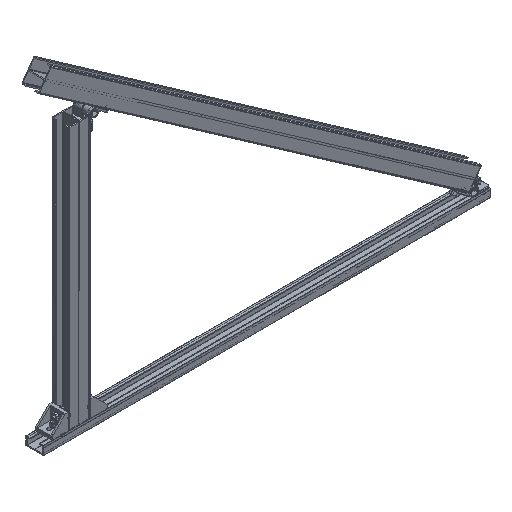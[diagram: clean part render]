
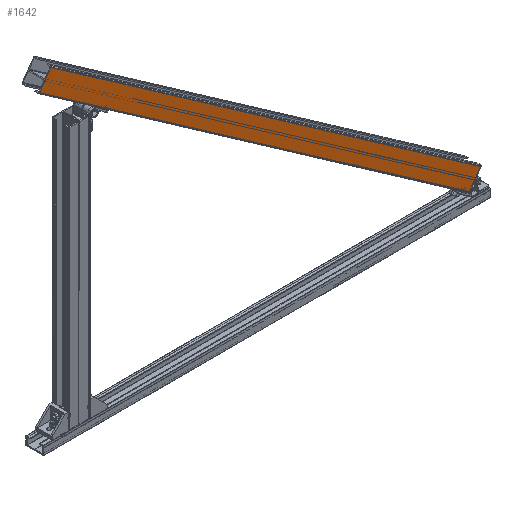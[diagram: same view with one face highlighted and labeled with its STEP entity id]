
A CAD part, isometric view. The second image highlights one B-rep face of the part: STEP entity #1642.
In plain terms, the highlighted free-form (B-spline) face has degree [1, 1] with [2, 2] control points.
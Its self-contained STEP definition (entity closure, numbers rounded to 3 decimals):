
#1174=CARTESIAN_POINT('',(-1140.816,34.898,-22.5));
#1175=VERTEX_POINT('',#1174);
#1182=CARTESIAN_POINT('',(-1140.816,34.898,22.5));
#1183=VERTEX_POINT('',#1182);
#1184=CARTESIAN_POINT('',(-1140.816,34.898,-22.5));
#1185=CARTESIAN_POINT('',(-1140.816,34.898,22.5));
#1186=B_SPLINE_CURVE_WITH_KNOTS('',1,(#1184,#1185),.POLYLINE_FORM.,.F.,.U.,(2,2),(0.,1.),.UNSPECIFIED.);
#1187=EDGE_CURVE('',#1175,#1183,#1186,.T.);
#1603=CARTESIAN_POINT('',(59.184,34.898,-22.5));
#1604=VERTEX_POINT('',#1603);
#1611=CARTESIAN_POINT('',(59.184,34.898,-22.5));
#1612=CARTESIAN_POINT('',(-1140.816,34.898,-22.5));
#1613=B_SPLINE_CURVE_WITH_KNOTS('',1,(#1611,#1612),.POLYLINE_FORM.,.F.,.U.,(2,2),(0.,1.),.UNSPECIFIED.);
#1614=EDGE_CURVE('',#1604,#1175,#1613,.T.);
#1621=CARTESIAN_POINT('',(59.184,34.898,-22.5));
#1622=CARTESIAN_POINT('',(-1140.816,34.898,-22.5));
#1623=CARTESIAN_POINT('',(59.184,34.898,22.5));
#1624=CARTESIAN_POINT('',(-1140.816,34.898,22.5));
#1625=B_SPLINE_SURFACE_WITH_KNOTS('',1,1,((#1621,#1622),(#1623,#1624)),.PLANE_SURF.,.F.,.F.,.U.,(2,2),(2,2),(0.,1.),(0.,1.),.UNSPECIFIED.);
#1626=CARTESIAN_POINT('',(59.184,34.898,22.5));
#1627=VERTEX_POINT('',#1626);
#1628=CARTESIAN_POINT('',(59.184,34.898,-22.5));
#1629=CARTESIAN_POINT('',(59.184,34.898,22.5));
#1630=B_SPLINE_CURVE_WITH_KNOTS('',1,(#1628,#1629),.POLYLINE_FORM.,.F.,.U.,(2,2),(0.,1.),.UNSPECIFIED.);
#1631=EDGE_CURVE('',#1604,#1627,#1630,.T.);
#1632=ORIENTED_EDGE('',*,*,#1631,.T.);
#1633=CARTESIAN_POINT('',(59.184,34.898,22.5));
#1634=CARTESIAN_POINT('',(-1140.816,34.898,22.5));
#1635=B_SPLINE_CURVE_WITH_KNOTS('',1,(#1633,#1634),.POLYLINE_FORM.,.F.,.U.,(2,2),(0.,1.),.UNSPECIFIED.);
#1636=EDGE_CURVE('',#1627,#1183,#1635,.T.);
#1637=ORIENTED_EDGE('',*,*,#1636,.T.);
#1638=ORIENTED_EDGE('',*,*,#1187,.F.);
#1639=ORIENTED_EDGE('',*,*,#1614,.F.);
#1640=EDGE_LOOP('',(#1632,#1637,#1638,#1639));
#1641=FACE_OUTER_BOUND('',#1640,.T.);
#1642=ADVANCED_FACE('',(#1641),#1625,.T.);
